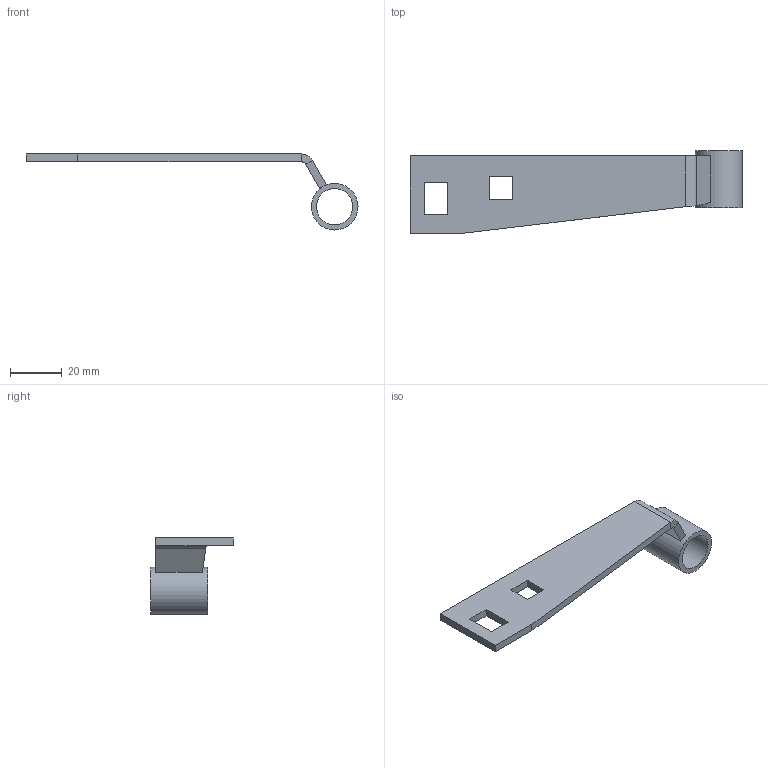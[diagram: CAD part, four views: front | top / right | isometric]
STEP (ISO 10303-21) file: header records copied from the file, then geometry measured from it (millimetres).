
FILE_DESCRIPTION (( 'STEP AP214' ), '1' );
FILE_NAME ('7207060.stp', '2023-11-06T08:36:30', ( '' ), ( '' ), 'SwSTEP 2.0', 'SolidWorks 2022', '' );
FILE_SCHEMA (( 'AUTOMOTIVE_DESIGN' ));
Length unit declared in the file: millimetre
Products named in the file (3): 151419_für Rohr 18x2; 151432_18x2 L22; 7207060
Assembly tree (2 placements, depth 2):
  7207060
    151419_für Rohr 18x2
    151432_18x2 L22
Bounding box: 128.03 x 32 x 29.35 mm (x, y, z)
Volume: 10675.9 mm3; surface area: 9158.9 mm2
Topology: 2 solids, 2 shells, 27 faces, 61 edges, 38 vertices
Faces by surface type: plane 22, cylinder 4, bspline 1
Full cylindrical faces by diameter (mm): 14 x1, 18 x1
Entity records: 1039 total; most frequent: CARTESIAN_POINT 154, DIRECTION 123, ORIENTED_EDGE 118, EDGE_CURVE 59, VECTOR 49, LINE 49, VERTEX_POINT 38, AXIS2_PLACEMENT_3D 37
